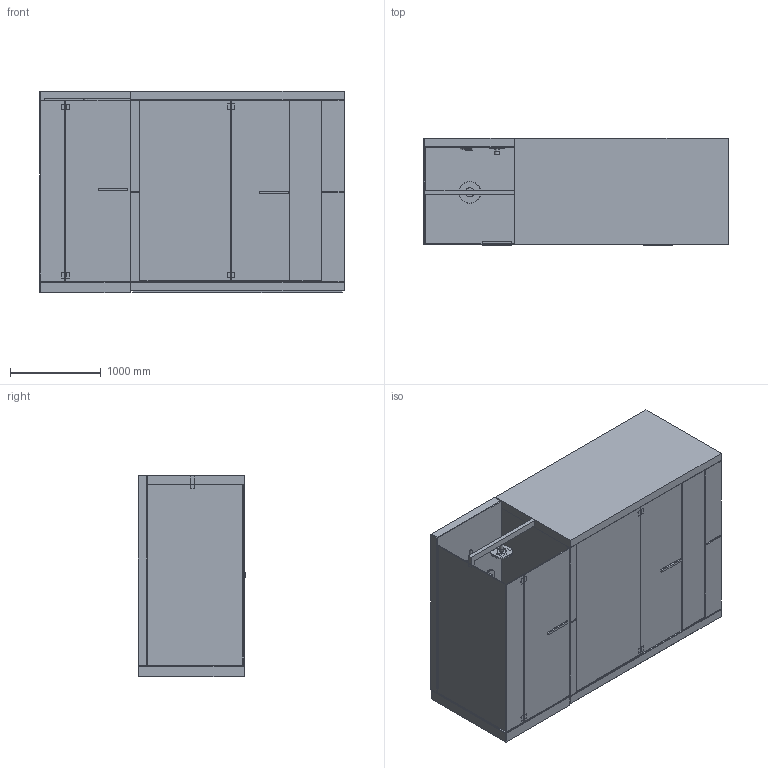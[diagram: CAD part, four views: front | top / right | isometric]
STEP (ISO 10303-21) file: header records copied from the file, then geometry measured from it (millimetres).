
FILE_DESCRIPTION((''),'2;1');
FILE_NAME('7505_1.stp','2014-12-02T19:12:06',('Administrator'),(''),'Autodesk Inventor 2011','Autodesk Inventor 2011','');
FILE_SCHEMA(('CONFIG_CONTROL_DESIGN'));
Length unit declared in the file: millimetre
Products named in the file (53): 7505_1; Podest_7501; Inneneinrichtung; Boden links; 8110_Latte; 8111_Latte; 8112_Latte; 8113_Latte; 8114_Latte; 8115_Latte; 8116_Latte; 8117_Latte; 8118_Latte; 8119_Latte; 8120_Latte; Boden rechts; 8210_Latte; 8211_Latte; 8212_Latte; 8213_Latte; 8214_Latte; Sitzflaeche unten gross; Latte 01; Latte senkrecht; Latte vorne; Liegeflaeche unten; Sitz gross Latte; Sitz gross Latte kurz; Sitzflaeche unten klein; Sitz klein Latte; Sitz klein Latte senkrecht; Lattenrost; Querverstrebung; Fuellleiste; Frontleiste; Frontleiste ohne Mittelbohrung; Holzrost Rueckwand; Leiste oben; Leiste unten; Leiste ...
Assembly tree (91 placements, depth 4):
  7505_1
    Podest_7501
    Inneneinrichtung
      Boden links
        8110_Latte
        8111_Latte
        8112_Latte
        8113_Latte
        8114_Latte
        8115_Latte
        8116_Latte
        8117_Latte
        8118_Latte
        8119_Latte
        8120_Latte
      Boden rechts
        8210_Latte
        8211_Latte
        8212_Latte
        8213_Latte
        8214_Latte
      Sitzflaeche unten gross
        Latte 01  x4
        Latte senkrecht  x3
        Latte vorne
      Liegeflaeche unten
        Sitz gross Latte  x4
        Sitz gross Latte kurz  x3
      Sitzflaeche unten klein
        Sitz klein Latte  x7
        Sitz klein Latte senkrecht  x3
    Lattenrost
      Querverstrebung  x2
      Fuellleiste
      Frontleiste
      Frontleiste ohne Mittelbohrung  x4
    Holzrost Rueckwand
      Leiste oben
      Leiste unten
      Leiste  x16
      Leiste senkrecht  x2
      Leiste Feuchtefuehler
    Hauptgehäuse_7501
    Aufsatz_7501
    Verglasung_7501
    Scharniere_7501  x2
    Dusche_Podest_7505
    Stopfen_90
    Umsteller
    Kopfbrause gross hängend
    Verglasung_7505
    Schlauch Sauna
    Auslassbogen
Bounding box: 3350.09 x 1182.59 x 2220.06 mm (x, y, z)
Volume: 2121590553.9 mm3; surface area: 74441216.2 mm2
Topology: 103 solids, 104 shells, 1234 faces, 2428 edges, 1598 vertices
Faces by surface type: plane 957, cylinder 241, cone 16, torus 15, sphere 4, bspline 1
Full cylindrical faces by diameter (mm): 5 x173, 5.2 x14, 12 x2, 16 x1, 18.583 x1, 23.89 x2, 25 x3, 42.147 x2, 50 x2, 58.479 x1, 60 x1, 90 x1, 99.969 x1, 107.259 x1, 118.986 x1, 160 x1, 240 x1
Entity records: 25576 total; most frequent: CARTESIAN_POINT 4389, DIRECTION 4312, ORIENTED_EDGE 3256, EDGE_CURVE 1628, AXIS2_PLACEMENT_3D 1598, EDGE_LOOP 1406, VERTEX_POINT 1214, VECTOR 1116
